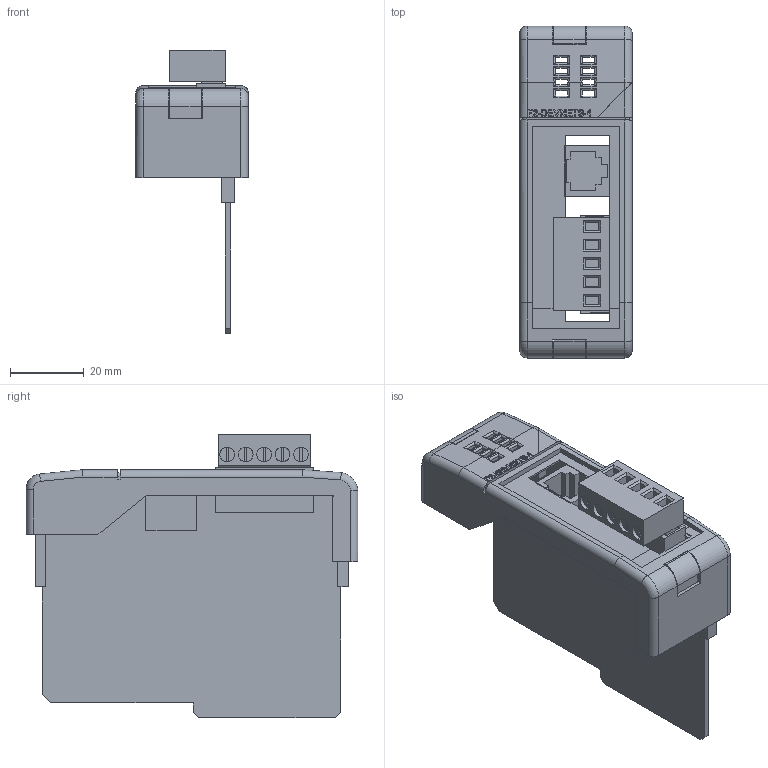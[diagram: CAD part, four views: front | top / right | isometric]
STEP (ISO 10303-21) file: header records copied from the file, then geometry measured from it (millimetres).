
FILE_DESCRIPTION (( 'STEP AP214' ), '1' );
FILE_NAME ('F2-DEVNETS-1.STEP', '2011-02-09T13:21:41', ( ' ' ), ( ' ' ), 'SwSTEP 2.0', 'SolidWorks 2009', '' );
FILE_SCHEMA (( 'AUTOMOTIVE_DESIGN' ));
Length unit declared in the file: millimetre
Products named in the file (1): F2-DEVNETS-1
Bounding box: 30.55 x 90 x 76.94 mm (x, y, z)
Volume: 23336.1 mm3; surface area: 32601.3 mm2
Topology: 10 solids, 10 shells, 633 faces, 1746 edges, 1141 vertices
Faces by surface type: plane 469, cylinder 119, bspline 36, torus 9
Entity records: 28769 total; most frequent: CARTESIAN_POINT 5849, ORIENTED_EDGE 3492, DIRECTION 3012, EDGE_CURVE 1746, VECTOR 1372, LINE 1372, VERTEX_POINT 1141, AXIS2_PLACEMENT_3D 820
